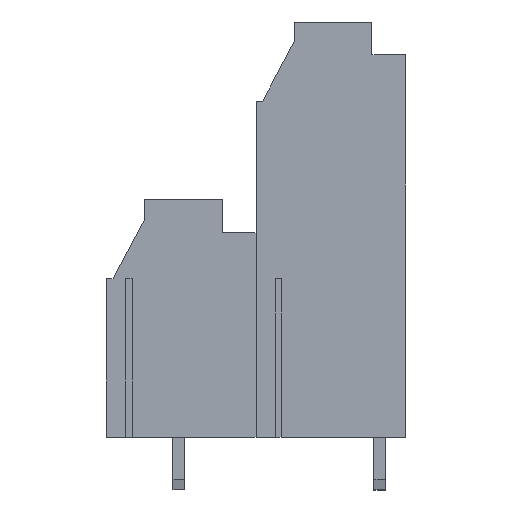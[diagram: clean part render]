
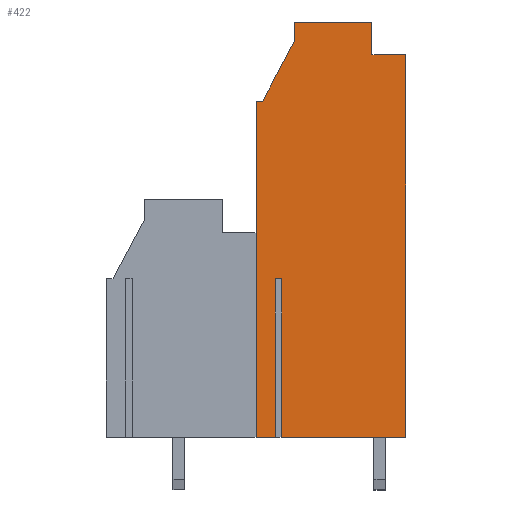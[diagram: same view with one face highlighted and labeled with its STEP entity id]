
A CAD part, top view. The second image highlights one B-rep face of the part: STEP entity #422.
In plain terms, the highlighted planar face has unit normal (0, 0, 1).
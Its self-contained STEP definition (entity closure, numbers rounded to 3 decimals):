
#422 = ADVANCED_FACE( '', ( #939 ), #940, .T. );
#939 = FACE_OUTER_BOUND( '', #1554, .T. );
#940 = PLANE( '', #1555 );
#1554 = EDGE_LOOP( '', ( #2702, #2703, #2704, #2705, #2706, #2707, #2708, #2709, #2710, #2711, #2712, #2713, #2714, #2715 ) );
#1555 = AXIS2_PLACEMENT_3D( '', #2716, #2717, #2718 );
#2702 = ORIENTED_EDGE( '', *, *, #4072, .F. );
#2703 = ORIENTED_EDGE( '', *, *, #4073, .F. );
#2704 = ORIENTED_EDGE( '', *, *, #4074, .F. );
#2705 = ORIENTED_EDGE( '', *, *, #4075, .F. );
#2706 = ORIENTED_EDGE( '', *, *, #3863, .F. );
#2707 = ORIENTED_EDGE( '', *, *, #4076, .F. );
#2708 = ORIENTED_EDGE( '', *, *, #4077, .F. );
#2709 = ORIENTED_EDGE( '', *, *, #3879, .T. );
#2710 = ORIENTED_EDGE( '', *, *, #3901, .T. );
#2711 = ORIENTED_EDGE( '', *, *, #3816, .T. );
#2712 = ORIENTED_EDGE( '', *, *, #4078, .F. );
#2713 = ORIENTED_EDGE( '', *, *, #3974, .F. );
#2714 = ORIENTED_EDGE( '', *, *, #4079, .F. );
#2715 = ORIENTED_EDGE( '', *, *, #4080, .F. );
#2716 = CARTESIAN_POINT( '', ( 22.7, -7.565, 12.7 ) );
#2717 = DIRECTION( '', ( 0., 0., 1. ) );
#2718 = DIRECTION( '', ( -1., 0., 0. ) );
#3816 = EDGE_CURVE( '', #4660, #4662, #4664, .T. );
#3863 = EDGE_CURVE( '', #4575, #4737, #4744, .T. );
#3879 = EDGE_CURVE( '', #4766, #4768, #4770, .T. );
#3901 = EDGE_CURVE( '', #4768, #4660, #4804, .T. );
#3974 = EDGE_CURVE( '', #4905, #4908, #4909, .T. );
#4072 = EDGE_CURVE( '', #5052, #5053, #5054, .T. );
#4073 = EDGE_CURVE( '', #5055, #5052, #5056, .T. );
#4074 = EDGE_CURVE( '', #5057, #5055, #5058, .T. );
#4075 = EDGE_CURVE( '', #4737, #5057, #5059, .T. );
#4076 = EDGE_CURVE( '', #5060, #4575, #5061, .T. );
#4077 = EDGE_CURVE( '', #4766, #5060, #5062, .T. );
#4078 = EDGE_CURVE( '', #4908, #4662, #5063, .T. );
#4079 = EDGE_CURVE( '', #5064, #4905, #5065, .T. );
#4080 = EDGE_CURVE( '', #5053, #5064, #5066, .T. );
#4575 = VERTEX_POINT( '', #5729 );
#4660 = VERTEX_POINT( '', #5855 );
#4662 = VERTEX_POINT( '', #5858 );
#4664 = LINE( '', #5861, #5862 );
#4737 = VERTEX_POINT( '', #5967 );
#4744 = LINE( '', #5978, #5979 );
#4766 = VERTEX_POINT( '', #6009 );
#4768 = VERTEX_POINT( '', #6012 );
#4770 = LINE( '', #6015, #6016 );
#4804 = LINE( '', #6063, #6064 );
#4905 = VERTEX_POINT( '', #6213 );
#4908 = VERTEX_POINT( '', #6217 );
#4909 = LINE( '', #6218, #6219 );
#5052 = VERTEX_POINT( '', #6425 );
#5053 = VERTEX_POINT( '', #6426 );
#5054 = LINE( '', #6427, #6428 );
#5055 = VERTEX_POINT( '', #6429 );
#5056 = LINE( '', #6430, #6431 );
#5057 = VERTEX_POINT( '', #6432 );
#5058 = LINE( '', #6433, #6434 );
#5059 = LINE( '', #6435, #6436 );
#5060 = VERTEX_POINT( '', #6437 );
#5061 = LINE( '', #6438, #6439 );
#5062 = LINE( '', #6440, #6441 );
#5063 = LINE( '', #6442, #6443 );
#5064 = VERTEX_POINT( '', #6444 );
#5065 = LINE( '', #6445, #6446 );
#5066 = LINE( '', #6447, #6448 );
#5729 = CARTESIAN_POINT( '', ( 11.35, 15.5, 12.7 ) );
#5855 = CARTESIAN_POINT( '', ( 13.304, 12., 12.7 ) );
#5858 = CARTESIAN_POINT( '', ( 13.304, 0., 12.7 ) );
#5861 = CARTESIAN_POINT( '', ( 13.304, 0., 12.7 ) );
#5862 = VECTOR( '', #6996, 1000. );
#5967 = CARTESIAN_POINT( '', ( 11.35, 25.5, 12.7 ) );
#5978 = CARTESIAN_POINT( '', ( 11.35, 0., 12.7 ) );
#5979 = VECTOR( '', #7039, 1000. );
#6009 = CARTESIAN_POINT( '', ( 12.796, 0., 12.7 ) );
#6012 = CARTESIAN_POINT( '', ( 12.796, 12., 12.7 ) );
#6015 = CARTESIAN_POINT( '', ( 12.796, 0., 12.7 ) );
#6016 = VECTOR( '', #7056, 1000. );
#6063 = CARTESIAN_POINT( '', ( 5.35, 12., 12.7 ) );
#6064 = VECTOR( '', #7076, 1000. );
#6213 = CARTESIAN_POINT( '', ( 22.7, 29., 12.7 ) );
#6217 = CARTESIAN_POINT( '', ( 22.7, 0., 12.7 ) );
#6218 = CARTESIAN_POINT( '', ( 22.7, 0., 12.7 ) );
#6219 = VECTOR( '', #7135, 1000. );
#6425 = CARTESIAN_POINT( '', ( 14.25, 31.5, 12.7 ) );
#6426 = CARTESIAN_POINT( '', ( 20.15, 31.5, 12.7 ) );
#6427 = CARTESIAN_POINT( '', ( 5.35, 31.5, 12.7 ) );
#6428 = VECTOR( '', #7232, 1000. );
#6429 = CARTESIAN_POINT( '', ( 14.25, 30., 12.7 ) );
#6430 = CARTESIAN_POINT( '', ( 14.25, 0., 12.7 ) );
#6431 = VECTOR( '', #7233, 1000. );
#6432 = CARTESIAN_POINT( '', ( 11.85, 25.5, 12.7 ) );
#6433 = CARTESIAN_POINT( '', ( -1.75, 0., 12.7 ) );
#6434 = VECTOR( '', #7234, 1000. );
#6435 = CARTESIAN_POINT( '', ( 5.35, 25.5, 12.7 ) );
#6436 = VECTOR( '', #7235, 1000. );
#6437 = CARTESIAN_POINT( '', ( 11.35, 0., 12.7 ) );
#6438 = CARTESIAN_POINT( '', ( 11.35, 0., 12.7 ) );
#6439 = VECTOR( '', #7236, 1000. );
#6440 = CARTESIAN_POINT( '', ( 5.35, 0., 12.7 ) );
#6441 = VECTOR( '', #7237, 1000. );
#6442 = CARTESIAN_POINT( '', ( 5.35, 0., 12.7 ) );
#6443 = VECTOR( '', #7238, 1000. );
#6444 = CARTESIAN_POINT( '', ( 20.15, 29., 12.7 ) );
#6445 = CARTESIAN_POINT( '', ( 5.35, 29., 12.7 ) );
#6446 = VECTOR( '', #7239, 1000. );
#6447 = CARTESIAN_POINT( '', ( 20.15, 0., 12.7 ) );
#6448 = VECTOR( '', #7240, 1000. );
#6996 = DIRECTION( '', ( 0., -1., 0. ) );
#7039 = DIRECTION( '', ( 0., 1., 0. ) );
#7056 = DIRECTION( '', ( 0., 1., 0. ) );
#7076 = DIRECTION( '', ( 1., 0., 0. ) );
#7135 = DIRECTION( '', ( 0., -1., 0. ) );
#7232 = DIRECTION( '', ( 1., 0., 0. ) );
#7233 = DIRECTION( '', ( 0., 1., 0. ) );
#7234 = DIRECTION( '', ( 0.471, 0.882, 0. ) );
#7235 = DIRECTION( '', ( 1., 0., 0. ) );
#7236 = DIRECTION( '', ( 0., 1., 0. ) );
#7237 = DIRECTION( '', ( -1., 0., 0. ) );
#7238 = DIRECTION( '', ( -1., 0., 0. ) );
#7239 = DIRECTION( '', ( 1., 0., 0. ) );
#7240 = DIRECTION( '', ( 0., -1., 0. ) );
